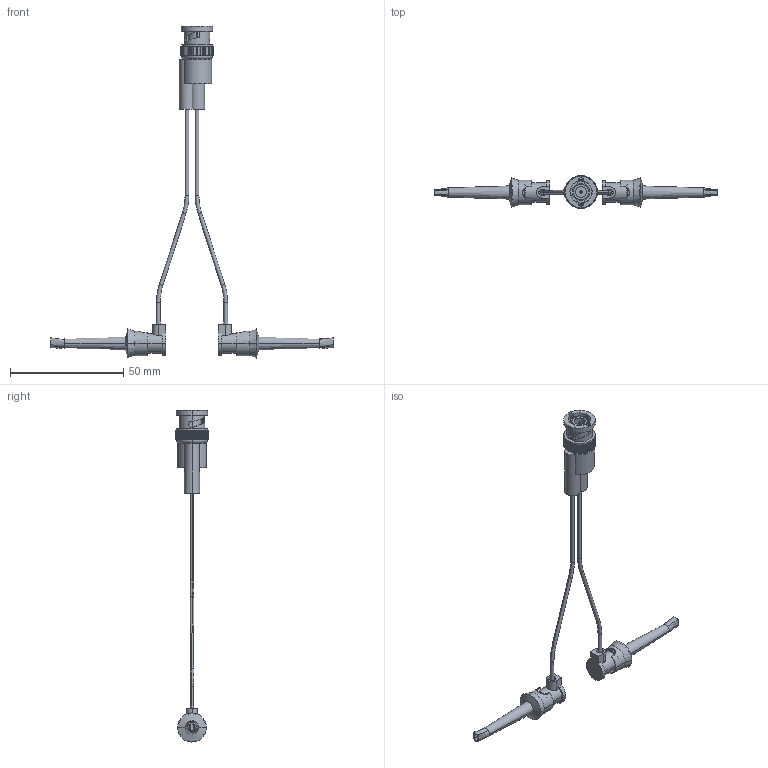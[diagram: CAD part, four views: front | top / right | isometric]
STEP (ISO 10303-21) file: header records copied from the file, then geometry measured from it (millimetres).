
FILE_DESCRIPTION (( 'STEP AP203' ), '1' );
FILE_NAME ('BC40.STEP', '2006-06-30T19:37:23', ( ' ' ), ( ' ' ), 'SwSTEP 2.0', 'SolidWorks 2005354', '' );
FILE_SCHEMA (( 'CONFIG_CONTROL_DESIGN' ));
Length unit declared in the file: inch
Products named in the file (6): BC30-MA3; 3AB03-002_with flange; BC40; MTN-113; BC70-MA1; BC70-MA2
Assembly tree (6 placements, depth 2):
  BC40
    MTN-113
    3AB03-002_with flange
    BC70-MA2
    BC30-MA3  x2
    BC70-MA1
Bounding box: 125.05 x 14.47 x 146.76 mm (x, y, z)
Volume: 6405.7 mm3; surface area: 8694.4 mm2
Topology: 6 solids, 6 shells, 472 faces, 1296 edges, 841 vertices
Faces by surface type: cylinder 207, plane 205, bspline 24, cone 24, torus 10, sphere 2
Entity records: 38882 total; most frequent: CARTESIAN_POINT 26430, ORIENTED_EDGE 2540, DIRECTION 2436, EDGE_CURVE 1270, AXIS2_PLACEMENT_3D 843, VERTEX_POINT 827, VECTOR 750, LINE 750
